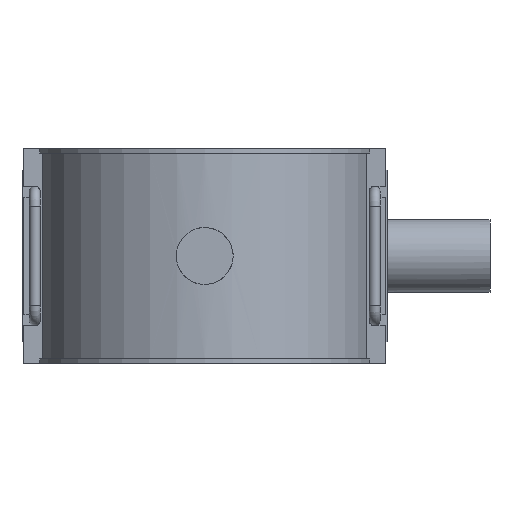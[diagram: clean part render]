
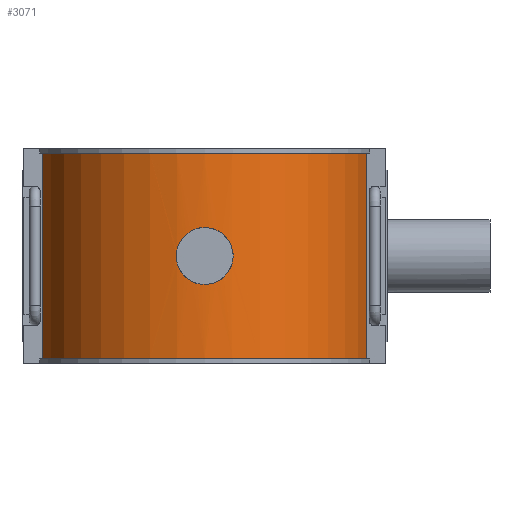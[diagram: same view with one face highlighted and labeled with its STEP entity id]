
A CAD part, front view. The second image highlights one B-rep face of the part: STEP entity #3071.
In plain terms, the highlighted cylindrical face has radius 91.2 mm (diameter 182.4 mm), a partial arc.
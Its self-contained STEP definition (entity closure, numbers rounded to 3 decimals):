
#108=LINE('',#5203,#387);
#143=LINE('',#5477,#422);
#387=VECTOR('',#3722,113.28);
#422=VECTOR('',#3799,113.28);
#745=CIRCLE('',#3280,91.2);
#753=CIRCLE('',#3294,91.2);
#826=FACE_BOUND('',#1120,.T.);
#924=FACE_OUTER_BOUND('',#1119,.T.);
#1119=EDGE_LOOP('',(#2372,#2373,#2374,#2375));
#1120=EDGE_LOOP('',(#2376));
#1290=B_SPLINE_CURVE_WITH_KNOTS('',3,(#4967,#4968,#4969,#4970,#4971,#4972,
#4973,#4974,#4975,#4976,#4977,#4978,#4979,#4980,#4981,#4982,#4983,#4984,
#4985,#4986,#4987,#4988,#4989,#4990,#4991,#4992,#4993,#4994,#4995,#4996,
#4997,#4998,#4999,#5000,#5001,#5002,#5003,#5004,#5005,#5006,#5007,#5008,
#5009,#5010,#5011,#5012,#5013,#5014,#5015,#5016,#5017,#5018,#5019,#5020,
#5021,#5022,#5023,#5024,#5025,#5026,#5027,#5028,#5029,#5030,#5031,#5032),
 .UNSPECIFIED.,.T.,.F.,(4,2,2,2,2,2,2,2,2,2,2,2,2,2,2,2,2,2,2,2,2,2,2,2,
2,2,2,2,2,2,2,2,4),(0.,0.296,0.592,0.888,
1.184,1.48,1.776,2.072,2.368,
2.664,2.96,3.255,3.551,3.847,
4.143,4.439,4.735,5.031,5.327,
5.623,5.919,6.215,6.511,6.807,
7.103,7.399,7.695,7.991,8.287,
8.583,8.879,9.175,9.471),
 .UNSPECIFIED.);
#1398=VERTEX_POINT('',#4966);
#1410=VERTEX_POINT('',#5188);
#1411=VERTEX_POINT('',#5190);
#1415=VERTEX_POINT('',#5202);
#1436=VERTEX_POINT('',#5273);
#1729=EDGE_CURVE('',#1398,#1398,#1290,.T.);
#1745=EDGE_CURVE('',#1410,#1411,#745,.T.);
#1750=EDGE_CURVE('',#1410,#1415,#108,.T.);
#1774=EDGE_CURVE('',#1436,#1415,#753,.T.);
#1809=EDGE_CURVE('',#1411,#1436,#143,.T.);
#2372=ORIENTED_EDGE('',*,*,#1745,.T.);
#2373=ORIENTED_EDGE('',*,*,#1809,.T.);
#2374=ORIENTED_EDGE('',*,*,#1774,.T.);
#2375=ORIENTED_EDGE('',*,*,#1750,.F.);
#2376=ORIENTED_EDGE('',*,*,#1729,.T.);
#2984=CYLINDRICAL_SURFACE('',#3304,91.2);
#3071=ADVANCED_FACE('',(#924,#826),#2984,.T.);
#3280=AXIS2_PLACEMENT_3D('',#5192,#3712,#3713);
#3294=AXIS2_PLACEMENT_3D('',#5274,#3759,#3760);
#3304=AXIS2_PLACEMENT_3D('',#5478,#3800,#3801);
#3712=DIRECTION('center_axis',(0.,0.,1.));
#3713=DIRECTION('ref_axis',(1.,0.,0.));
#3722=DIRECTION('',(0.,0.,1.));
#3759=DIRECTION('center_axis',(0.,0.,-1.));
#3760=DIRECTION('ref_axis',(1.,0.,0.));
#3799=DIRECTION('',(0.,0.,1.));
#3800=DIRECTION('center_axis',(0.,0.,1.));
#3801=DIRECTION('ref_axis',(1.,0.,0.));
#4966=CARTESIAN_POINT('',(15.68,-89.842,0.));
#4967=CARTESIAN_POINT('Ctrl Pts',(15.68,-89.842,0.));
#4968=CARTESIAN_POINT('Ctrl Pts',(15.68,-89.842,-0.987));
#4969=CARTESIAN_POINT('Ctrl Pts',(15.585,-89.859,-2.006));
#4970=CARTESIAN_POINT('Ctrl Pts',(15.188,-89.927,-4.033));
#4971=CARTESIAN_POINT('Ctrl Pts',(14.885,-89.978,-5.04));
#4972=CARTESIAN_POINT('Ctrl Pts',(14.084,-90.107,-6.971));
#4973=CARTESIAN_POINT('Ctrl Pts',(13.586,-90.184,-7.897));
#4974=CARTESIAN_POINT('Ctrl Pts',(12.435,-90.35,-9.607));
#4975=CARTESIAN_POINT('Ctrl Pts',(11.782,-90.438,-10.392));
#4976=CARTESIAN_POINT('Ctrl Pts',(10.392,-90.609,-11.782));
#4977=CARTESIAN_POINT('Ctrl Pts',(9.607,-90.697,-12.435));
#4978=CARTESIAN_POINT('Ctrl Pts',(7.897,-90.862,-13.586));
#4979=CARTESIAN_POINT('Ctrl Pts',(6.971,-90.938,-14.084));
#4980=CARTESIAN_POINT('Ctrl Pts',(5.04,-91.066,-14.885));
#4981=CARTESIAN_POINT('Ctrl Pts',(4.033,-91.116,-15.188));
#4982=CARTESIAN_POINT('Ctrl Pts',(2.006,-91.184,-15.585));
#4983=CARTESIAN_POINT('Ctrl Pts',(0.987,-91.2,-15.68));
#4984=CARTESIAN_POINT('Ctrl Pts',(-0.987,-91.2,-15.68));
#4985=CARTESIAN_POINT('Ctrl Pts',(-2.006,-91.184,-15.585));
#4986=CARTESIAN_POINT('Ctrl Pts',(-4.033,-91.116,-15.188));
#4987=CARTESIAN_POINT('Ctrl Pts',(-5.04,-91.066,-14.885));
#4988=CARTESIAN_POINT('Ctrl Pts',(-6.971,-90.938,-14.084));
#4989=CARTESIAN_POINT('Ctrl Pts',(-7.897,-90.862,-13.586));
#4990=CARTESIAN_POINT('Ctrl Pts',(-9.607,-90.697,-12.435));
#4991=CARTESIAN_POINT('Ctrl Pts',(-10.392,-90.609,-11.782));
#4992=CARTESIAN_POINT('Ctrl Pts',(-11.782,-90.438,-10.392));
#4993=CARTESIAN_POINT('Ctrl Pts',(-12.435,-90.35,-9.607));
#4994=CARTESIAN_POINT('Ctrl Pts',(-13.586,-90.184,-7.897));
#4995=CARTESIAN_POINT('Ctrl Pts',(-14.084,-90.107,-6.971));
#4996=CARTESIAN_POINT('Ctrl Pts',(-14.885,-89.978,-5.04));
#4997=CARTESIAN_POINT('Ctrl Pts',(-15.188,-89.927,-4.033));
#4998=CARTESIAN_POINT('Ctrl Pts',(-15.585,-89.859,-2.006));
#4999=CARTESIAN_POINT('Ctrl Pts',(-15.68,-89.842,-0.987));
#5000=CARTESIAN_POINT('Ctrl Pts',(-15.68,-89.842,0.987));
#5001=CARTESIAN_POINT('Ctrl Pts',(-15.585,-89.859,2.006));
#5002=CARTESIAN_POINT('Ctrl Pts',(-15.188,-89.927,4.033));
#5003=CARTESIAN_POINT('Ctrl Pts',(-14.885,-89.978,5.04));
#5004=CARTESIAN_POINT('Ctrl Pts',(-14.084,-90.107,6.971));
#5005=CARTESIAN_POINT('Ctrl Pts',(-13.586,-90.184,7.897));
#5006=CARTESIAN_POINT('Ctrl Pts',(-12.435,-90.35,9.607));
#5007=CARTESIAN_POINT('Ctrl Pts',(-11.782,-90.438,10.392));
#5008=CARTESIAN_POINT('Ctrl Pts',(-10.392,-90.609,11.782));
#5009=CARTESIAN_POINT('Ctrl Pts',(-9.607,-90.697,12.435));
#5010=CARTESIAN_POINT('Ctrl Pts',(-7.897,-90.862,13.586));
#5011=CARTESIAN_POINT('Ctrl Pts',(-6.971,-90.938,14.084));
#5012=CARTESIAN_POINT('Ctrl Pts',(-5.04,-91.066,14.885));
#5013=CARTESIAN_POINT('Ctrl Pts',(-4.033,-91.116,15.188));
#5014=CARTESIAN_POINT('Ctrl Pts',(-2.006,-91.184,15.585));
#5015=CARTESIAN_POINT('Ctrl Pts',(-0.987,-91.2,15.68));
#5016=CARTESIAN_POINT('Ctrl Pts',(0.987,-91.2,15.68));
#5017=CARTESIAN_POINT('Ctrl Pts',(2.006,-91.184,15.585));
#5018=CARTESIAN_POINT('Ctrl Pts',(4.033,-91.116,15.188));
#5019=CARTESIAN_POINT('Ctrl Pts',(5.04,-91.066,14.885));
#5020=CARTESIAN_POINT('Ctrl Pts',(6.971,-90.938,14.084));
#5021=CARTESIAN_POINT('Ctrl Pts',(7.897,-90.862,13.586));
#5022=CARTESIAN_POINT('Ctrl Pts',(9.607,-90.697,12.435));
#5023=CARTESIAN_POINT('Ctrl Pts',(10.392,-90.609,11.782));
#5024=CARTESIAN_POINT('Ctrl Pts',(11.782,-90.438,10.392));
#5025=CARTESIAN_POINT('Ctrl Pts',(12.435,-90.35,9.607));
#5026=CARTESIAN_POINT('Ctrl Pts',(13.586,-90.184,7.897));
#5027=CARTESIAN_POINT('Ctrl Pts',(14.084,-90.107,6.971));
#5028=CARTESIAN_POINT('Ctrl Pts',(14.885,-89.978,5.04));
#5029=CARTESIAN_POINT('Ctrl Pts',(15.188,-89.927,4.033));
#5030=CARTESIAN_POINT('Ctrl Pts',(15.585,-89.859,2.006));
#5031=CARTESIAN_POINT('Ctrl Pts',(15.68,-89.842,0.987));
#5032=CARTESIAN_POINT('Ctrl Pts',(15.68,-89.842,0.));
#5188=CARTESIAN_POINT('',(-88.98,-20.,-56.64));
#5190=CARTESIAN_POINT('',(88.98,-20.,-56.64));
#5192=CARTESIAN_POINT('Origin',(0.,0.,-56.64));
#5202=CARTESIAN_POINT('',(-88.98,-20.,56.64));
#5203=CARTESIAN_POINT('',(-88.98,-20.,0.));
#5273=CARTESIAN_POINT('',(88.98,-20.,56.64));
#5274=CARTESIAN_POINT('Origin',(0.,0.,56.64));
#5477=CARTESIAN_POINT('',(88.98,-20.,0.));
#5478=CARTESIAN_POINT('Origin',(0.,0.,0.));
